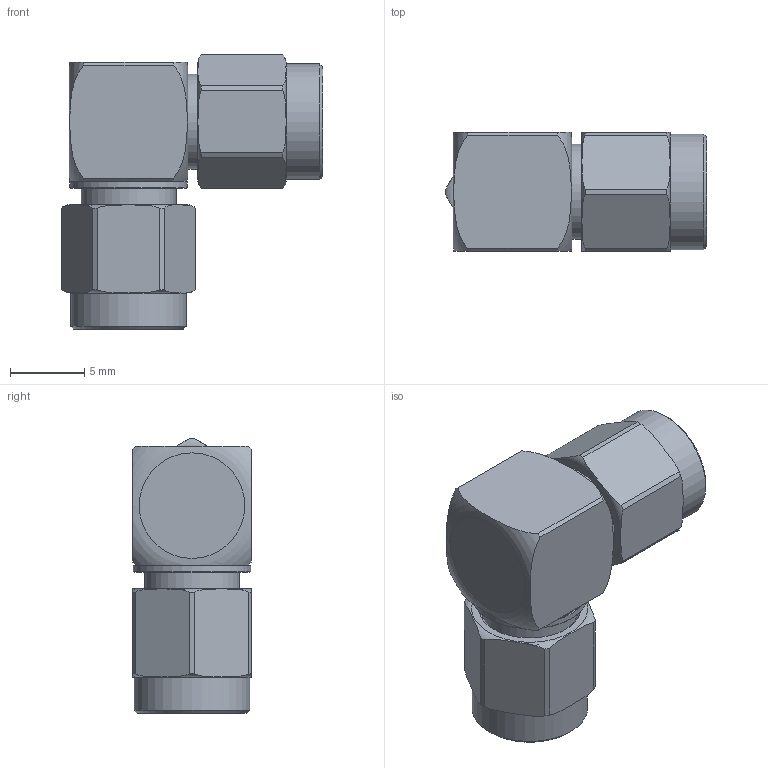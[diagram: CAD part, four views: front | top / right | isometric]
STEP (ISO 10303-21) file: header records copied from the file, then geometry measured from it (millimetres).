
FILE_DESCRIPTION(/* description */ ('Unknown'),/* implementation_level */ '2;1');
FILE_NAME(/* name */ '64403203212000',/* time_stamp */ '2021-05-27T15:40:58+02:00',/* author */ ('Unknown'),/* organization */ ('Unknown'),/* preprocessor_version */ 'ST-DEVELOPER v16.7',/* originating_system */ 'Solid Edge',/* authorisation */ 'Unknown');
FILE_SCHEMA (('AUTOMOTIVE_DESIGN {1 0 10303 214 3 1 1}'));
Length unit declared in the file: millimetre
Products named in the file (9): 64403203212000; 644xxx03212000_CubeBody; 644032xxx12000_Body; 64403203212000_Signalpin; 64403203212000_Insulator; 64403203212000_Insulator2; 644032xxx12000_Shell; 644032xxx12000_Ring plastic; 644032xxx12000_Circlips
Assembly tree (11 placements, depth 2):
  64403203212000
    644xxx03212000_CubeBody
    644032xxx12000_Body
    64403203212000_Signalpin
    64403203212000_Insulator
    64403203212000_Insulator2
    644032xxx12000_Shell  x2
    644032xxx12000_Ring plastic  x2
    644032xxx12000_Circlips  x2
Bounding box: 17.59 x 8 x 18.52 mm (x, y, z)
Volume: 1126.9 mm3; surface area: 2595.3 mm2
Topology: 11 solids, 11 shells, 182 faces, 411 edges, 270 vertices
Faces by surface type: plane 80, cylinder 61, cone 26, bspline 8, torus 7
Full cylindrical faces by diameter (mm): 0.92 x2, 1.27 x4, 2.902 x1, 3 x1, 3.2 x1, 4.06 x4, 4.56 x4, 4.75 x2, 6.38 x4, 6.4 x4, 6.5 x2, 6.55 x12, 7 x6, 7.8 x2, 7.9 x1
Entity records: 6506 total; most frequent: CARTESIAN_POINT 3929, DIRECTION 486, ORIENTED_EDGE 392, AXIS2_PLACEMENT_3D 225, FACE_BOUND 206, EDGE_LOOP 205, EDGE_CURVE 196, VERTEX_POINT 156
